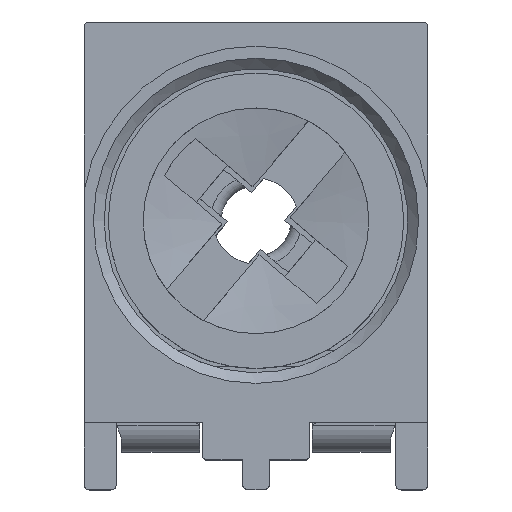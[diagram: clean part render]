
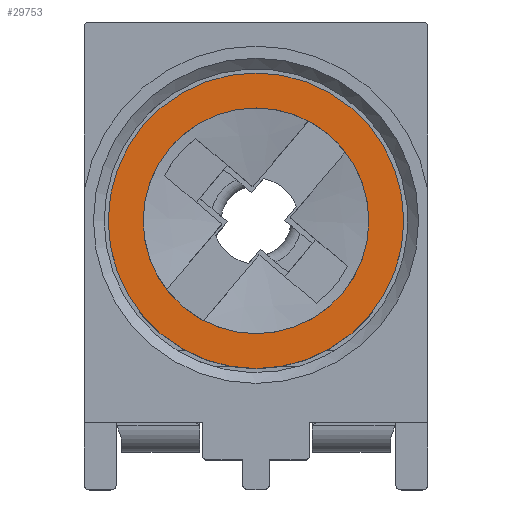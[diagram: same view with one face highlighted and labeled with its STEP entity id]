
A CAD part, top view. The second image highlights one B-rep face of the part: STEP entity #29753.
In plain terms, the highlighted planar face has unit normal (0, 0, 1).
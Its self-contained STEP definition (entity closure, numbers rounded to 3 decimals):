
#28669 = CYLINDRICAL_SURFACE('',#28670,2.1);
#28670 = AXIS2_PLACEMENT_3D('',#28671,#28672,#28673);
#28671 = CARTESIAN_POINT('',(0.,0.,5.4));
#28672 = DIRECTION('',(0.,0.,1.));
#28673 = DIRECTION('',(0.766,-0.643,0.));
#29653 = CYLINDRICAL_SURFACE('',#29654,2.75);
#29654 = AXIS2_PLACEMENT_3D('',#29655,#29656,#29657);
#29655 = CARTESIAN_POINT('',(0.,0.,7.7));
#29656 = DIRECTION('',(-0.,0.,-1.));
#29657 = DIRECTION('',(-0.766,0.643,0.));
#29703 = EDGE_CURVE('',#29704,#29704,#29706,.T.);
#29704 = VERTEX_POINT('',#29705);
#29705 = CARTESIAN_POINT('',(2.107,-1.768,7.7));
#29706 = SURFACE_CURVE('',#29707,(#29712,#29719),.PCURVE_S1.);
#29707 = CIRCLE('',#29708,2.75);
#29708 = AXIS2_PLACEMENT_3D('',#29709,#29710,#29711);
#29709 = CARTESIAN_POINT('',(0.,0.,7.7));
#29710 = DIRECTION('',(-0.,0.,1.));
#29711 = DIRECTION('',(0.766,-0.643,0.));
#29712 = PCURVE('',#29653,#29713);
#29713 = DEFINITIONAL_REPRESENTATION('',(#29714),#29718);
#29714 = LINE('',#29715,#29716);
#29715 = CARTESIAN_POINT('',(9.425,0.));
#29716 = VECTOR('',#29717,1.);
#29717 = DIRECTION('',(-1.,0.));
#29718 = ( GEOMETRIC_REPRESENTATION_CONTEXT(2) 
PARAMETRIC_REPRESENTATION_CONTEXT() REPRESENTATION_CONTEXT('2D SPACE',''
  ) );
#29719 = PCURVE('',#29720,#29725);
#29720 = PLANE('',#29721);
#29721 = AXIS2_PLACEMENT_3D('',#29722,#29723,#29724);
#29722 = CARTESIAN_POINT('',(0.,0.,7.7));
#29723 = DIRECTION('',(0.,0.,1.));
#29724 = DIRECTION('',(0.766,-0.643,0.));
#29725 = DEFINITIONAL_REPRESENTATION('',(#29726),#29730);
#29726 = CIRCLE('',#29727,2.75);
#29727 = AXIS2_PLACEMENT_2D('',#29728,#29729);
#29728 = CARTESIAN_POINT('',(0.,0.));
#29729 = DIRECTION('',(1.,0.));
#29730 = ( GEOMETRIC_REPRESENTATION_CONTEXT(2) 
PARAMETRIC_REPRESENTATION_CONTEXT() REPRESENTATION_CONTEXT('2D SPACE',''
  ) );
#29753 = ADVANCED_FACE('',(#29754,#29780),#29720,.T.);
#29754 = FACE_BOUND('',#29755,.T.);
#29755 = EDGE_LOOP('',(#29756));
#29756 = ORIENTED_EDGE('',*,*,#29757,.F.);
#29757 = EDGE_CURVE('',#29758,#29758,#29760,.T.);
#29758 = VERTEX_POINT('',#29759);
#29759 = CARTESIAN_POINT('',(1.609,-1.35,7.7));
#29760 = SURFACE_CURVE('',#29761,(#29766,#29773),.PCURVE_S1.);
#29761 = CIRCLE('',#29762,2.1);
#29762 = AXIS2_PLACEMENT_3D('',#29763,#29764,#29765);
#29763 = CARTESIAN_POINT('',(0.,0.,7.7));
#29764 = DIRECTION('',(-0.,0.,1.));
#29765 = DIRECTION('',(0.766,-0.643,0.));
#29766 = PCURVE('',#29720,#29767);
#29767 = DEFINITIONAL_REPRESENTATION('',(#29768),#29772);
#29768 = CIRCLE('',#29769,2.1);
#29769 = AXIS2_PLACEMENT_2D('',#29770,#29771);
#29770 = CARTESIAN_POINT('',(0.,0.));
#29771 = DIRECTION('',(1.,0.));
#29772 = ( GEOMETRIC_REPRESENTATION_CONTEXT(2) 
PARAMETRIC_REPRESENTATION_CONTEXT() REPRESENTATION_CONTEXT('2D SPACE',''
  ) );
#29773 = PCURVE('',#28669,#29774);
#29774 = DEFINITIONAL_REPRESENTATION('',(#29775),#29779);
#29775 = LINE('',#29776,#29777);
#29776 = CARTESIAN_POINT('',(0.,2.3));
#29777 = VECTOR('',#29778,1.);
#29778 = DIRECTION('',(1.,0.));
#29779 = ( GEOMETRIC_REPRESENTATION_CONTEXT(2) 
PARAMETRIC_REPRESENTATION_CONTEXT() REPRESENTATION_CONTEXT('2D SPACE',''
  ) );
#29780 = FACE_BOUND('',#29781,.T.);
#29781 = EDGE_LOOP('',(#29782));
#29782 = ORIENTED_EDGE('',*,*,#29703,.T.);
